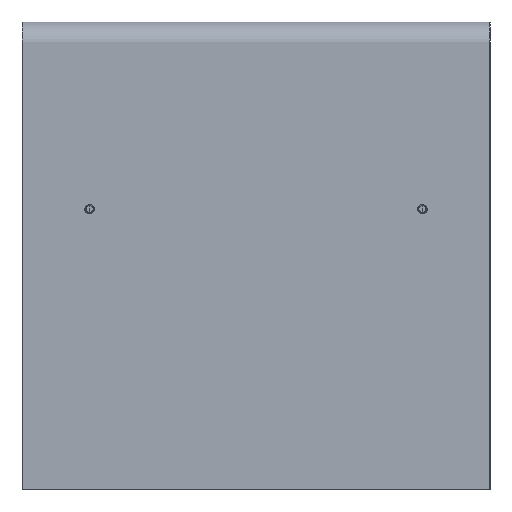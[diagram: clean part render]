
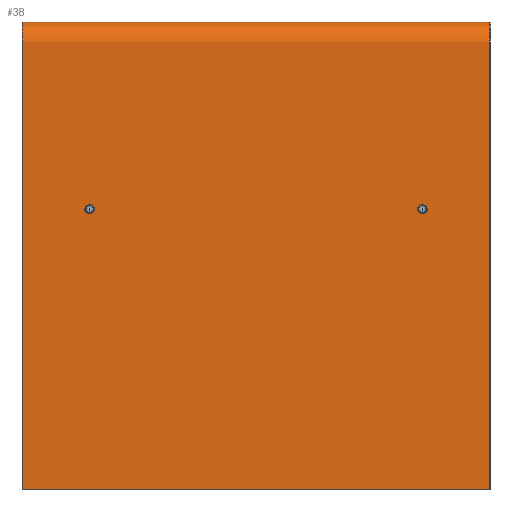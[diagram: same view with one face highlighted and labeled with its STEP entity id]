
A CAD part, left-side view. The second image highlights one B-rep face of the part: STEP entity #38.
In plain terms, the highlighted free-form (B-spline) face has degree [2, 1] with [5, 2] control points.
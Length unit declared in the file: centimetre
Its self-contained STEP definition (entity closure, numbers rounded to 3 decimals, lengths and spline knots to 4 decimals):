
#30=FACE_BOUND($,#167,.T.);
#31=FACE_BOUND($,#168,.T.);
#38=ADVANCED_FACE($,(#99,#30,#31),#668,.T.);
#99=FACE_OUTER_BOUND($,#166,.T.);
#166=EDGE_LOOP($,(#261,#262,#263,#264));
#167=EDGE_LOOP($,(#265,#266));
#168=EDGE_LOOP($,(#267,#268));
#261=ORIENTED_EDGE($,*,*,#477,.F.);
#262=ORIENTED_EDGE($,*,*,#478,.T.);
#263=ORIENTED_EDGE($,*,*,#479,.T.);
#264=ORIENTED_EDGE($,*,*,#476,.F.);
#265=ORIENTED_EDGE($,*,*,#485,.T.);
#266=ORIENTED_EDGE($,*,*,#498,.T.);
#267=ORIENTED_EDGE($,*,*,#501,.F.);
#268=ORIENTED_EDGE($,*,*,#488,.F.);
#476=EDGE_CURVE($,#599,#598,#788,.T.);
#477=EDGE_CURVE($,#600,#599,#727,.T.);
#478=EDGE_CURVE($,#600,#601,#789,.T.);
#479=EDGE_CURVE($,#601,#598,#728,.T.);
#485=EDGE_CURVE($,#603,#611,#734,.T.);
#488=EDGE_CURVE($,#605,#613,#736,.T.);
#498=EDGE_CURVE($,#611,#603,#742,.T.);
#501=EDGE_CURVE($,#613,#605,#744,.T.);
#598=VERTEX_POINT($,#1276);
#599=VERTEX_POINT($,#1277);
#600=VERTEX_POINT($,#1278);
#601=VERTEX_POINT($,#1279);
#603=VERTEX_POINT($,#1281);
#605=VERTEX_POINT($,#1283);
#611=VERTEX_POINT($,#1289);
#613=VERTEX_POINT($,#1291);
#668=(
BOUNDED_SURFACE()
B_SPLINE_SURFACE(2,1,((#1180,#1181),(#1182,#1183),(#1184,#1185),(#1186,#1187),
(#1188,#1189)),.UNSPECIFIED.,.F.,.F.,.F.)
B_SPLINE_SURFACE_WITH_KNOTS((3,2,3),(2,2),(15.,57.7,60.0562),(0.,
45.),.UNSPECIFIED.)
GEOMETRIC_REPRESENTATION_ITEM()
RATIONAL_B_SPLINE_SURFACE(((1.,1.),(1.,1.),(1.,1.),(0.707,0.707),
(1.,1.)))
REPRESENTATION_ITEM($)
SURFACE()
);
#727=(
BOUNDED_CURVE()
B_SPLINE_CURVE(2,(#996,#997,#998,#999,#1000),.UNSPECIFIED.,.F.,.F.)
B_SPLINE_CURVE_WITH_KNOTS((3,2,3),(-60.0562,-57.7,-15.),.UNSPECIFIED.)
CURVE()
GEOMETRIC_REPRESENTATION_ITEM()
RATIONAL_B_SPLINE_CURVE((1.,0.707,1.,1.,1.))
REPRESENTATION_ITEM($)
);
#728=(
BOUNDED_CURVE()
B_SPLINE_CURVE(2,(#1003,#1004,#1005,#1006,#1007),.UNSPECIFIED.,.F.,.F.)
B_SPLINE_CURVE_WITH_KNOTS((3,2,3),(-60.0562,-57.7,-15.),.UNSPECIFIED.)
CURVE()
GEOMETRIC_REPRESENTATION_ITEM()
RATIONAL_B_SPLINE_CURVE((1.,0.707,1.,1.,1.))
REPRESENTATION_ITEM($)
);
#734=(
BOUNDED_CURVE()
B_SPLINE_CURVE(2,(#1049,#1050,#1051,#1052,#1053),.UNSPECIFIED.,.F.,.F.)
B_SPLINE_CURVE_WITH_KNOTS((3,2,3),(0.,0.5497,1.0994),
.UNSPECIFIED.)
CURVE()
GEOMETRIC_REPRESENTATION_ITEM()
RATIONAL_B_SPLINE_CURVE((1.,0.707,1.,0.707,1.))
REPRESENTATION_ITEM($)
);
#736=(
BOUNDED_CURVE()
B_SPLINE_CURVE(2,(#1061,#1062,#1063,#1064,#1065),.UNSPECIFIED.,.F.,.F.)
B_SPLINE_CURVE_WITH_KNOTS((3,2,3),(0.,0.5497,1.0994),
.UNSPECIFIED.)
CURVE()
GEOMETRIC_REPRESENTATION_ITEM()
RATIONAL_B_SPLINE_CURVE((1.,0.707,1.,0.707,1.))
REPRESENTATION_ITEM($)
);
#742=(
BOUNDED_CURVE()
B_SPLINE_CURVE(2,(#1099,#1100,#1101,#1102,#1103),.UNSPECIFIED.,.F.,.F.)
B_SPLINE_CURVE_WITH_KNOTS((3,2,3),(1.0994,1.6491,2.1988),
.UNSPECIFIED.)
CURVE()
GEOMETRIC_REPRESENTATION_ITEM()
RATIONAL_B_SPLINE_CURVE((1.,0.707,1.,0.707,1.))
REPRESENTATION_ITEM($)
);
#744=(
BOUNDED_CURVE()
B_SPLINE_CURVE(2,(#1111,#1112,#1113,#1114,#1115),.UNSPECIFIED.,.F.,.F.)
B_SPLINE_CURVE_WITH_KNOTS((3,2,3),(1.0994,1.6491,2.1988),
.UNSPECIFIED.)
CURVE()
GEOMETRIC_REPRESENTATION_ITEM()
RATIONAL_B_SPLINE_CURVE((1.,0.707,1.,0.707,1.))
REPRESENTATION_ITEM($)
);
#788=B_SPLINE_CURVE_WITH_KNOTS($,3,(#992,#993,#994,#995),.UNSPECIFIED.,.F.,
.F.,(4,4),(47.5,92.5),.UNSPECIFIED.);
#789=B_SPLINE_CURVE_WITH_KNOTS($,1,(#1001,#1002),.UNSPECIFIED.,.F.,.F.,(2,
2),(0.,45.),.UNSPECIFIED.);
#992=CARTESIAN_POINT($,(0.,0.,0.));
#993=CARTESIAN_POINT($,(0.,15.,0.));
#994=CARTESIAN_POINT($,(0.,30.,0.));
#995=CARTESIAN_POINT($,(0.,45.,0.));
#996=CARTESIAN_POINT($,(2.3,0.,45.));
#997=CARTESIAN_POINT($,(0.,0.,45.));
#998=CARTESIAN_POINT($,(0.,0.,42.7));
#999=CARTESIAN_POINT($,(0.,0.,21.35));
#1000=CARTESIAN_POINT($,(0.,0.,0.));
#1001=CARTESIAN_POINT($,(2.3,0.,45.));
#1002=CARTESIAN_POINT($,(2.3,45.,45.));
#1003=CARTESIAN_POINT($,(2.3,45.,45.));
#1004=CARTESIAN_POINT($,(0.,45.,45.));
#1005=CARTESIAN_POINT($,(0.,45.,42.7));
#1006=CARTESIAN_POINT($,(0.,45.,21.35));
#1007=CARTESIAN_POINT($,(0.,45.,0.));
#1049=CARTESIAN_POINT($,(0.,6.15,27.));
#1050=CARTESIAN_POINT($,(0.,6.15,26.65));
#1051=CARTESIAN_POINT($,(0.,6.5,26.65));
#1052=CARTESIAN_POINT($,(0.,6.85,26.65));
#1053=CARTESIAN_POINT($,(0.,6.85,27.));
#1061=CARTESIAN_POINT($,(0.,38.85,27.));
#1062=CARTESIAN_POINT($,(0.,38.85,26.65));
#1063=CARTESIAN_POINT($,(0.,38.5,26.65));
#1064=CARTESIAN_POINT($,(0.,38.15,26.65));
#1065=CARTESIAN_POINT($,(0.,38.15,27.));
#1099=CARTESIAN_POINT($,(0.,6.85,27.));
#1100=CARTESIAN_POINT($,(0.,6.85,27.35));
#1101=CARTESIAN_POINT($,(0.,6.5,27.35));
#1102=CARTESIAN_POINT($,(0.,6.15,27.35));
#1103=CARTESIAN_POINT($,(0.,6.15,27.));
#1111=CARTESIAN_POINT($,(0.,38.15,27.));
#1112=CARTESIAN_POINT($,(0.,38.15,27.35));
#1113=CARTESIAN_POINT($,(0.,38.5,27.35));
#1114=CARTESIAN_POINT($,(0.,38.85,27.35));
#1115=CARTESIAN_POINT($,(0.,38.85,27.));
#1180=CARTESIAN_POINT($,(0.,0.,0.));
#1181=CARTESIAN_POINT($,(0.,45.,0.));
#1182=CARTESIAN_POINT($,(0.,0.,21.35));
#1183=CARTESIAN_POINT($,(0.,45.,21.35));
#1184=CARTESIAN_POINT($,(0.,0.,42.7));
#1185=CARTESIAN_POINT($,(0.,45.,42.7));
#1186=CARTESIAN_POINT($,(0.,0.,45.));
#1187=CARTESIAN_POINT($,(0.,45.,45.));
#1188=CARTESIAN_POINT($,(2.3,0.,45.));
#1189=CARTESIAN_POINT($,(2.3,45.,45.));
#1276=CARTESIAN_POINT($,(0.,45.,0.));
#1277=CARTESIAN_POINT($,(0.,0.,0.));
#1278=CARTESIAN_POINT($,(2.3,0.,45.));
#1279=CARTESIAN_POINT($,(2.3,45.,45.));
#1281=CARTESIAN_POINT($,(0.,6.15,27.));
#1283=CARTESIAN_POINT($,(0.,38.85,27.));
#1289=CARTESIAN_POINT($,(0.,6.85,27.));
#1291=CARTESIAN_POINT($,(0.,38.15,27.));
